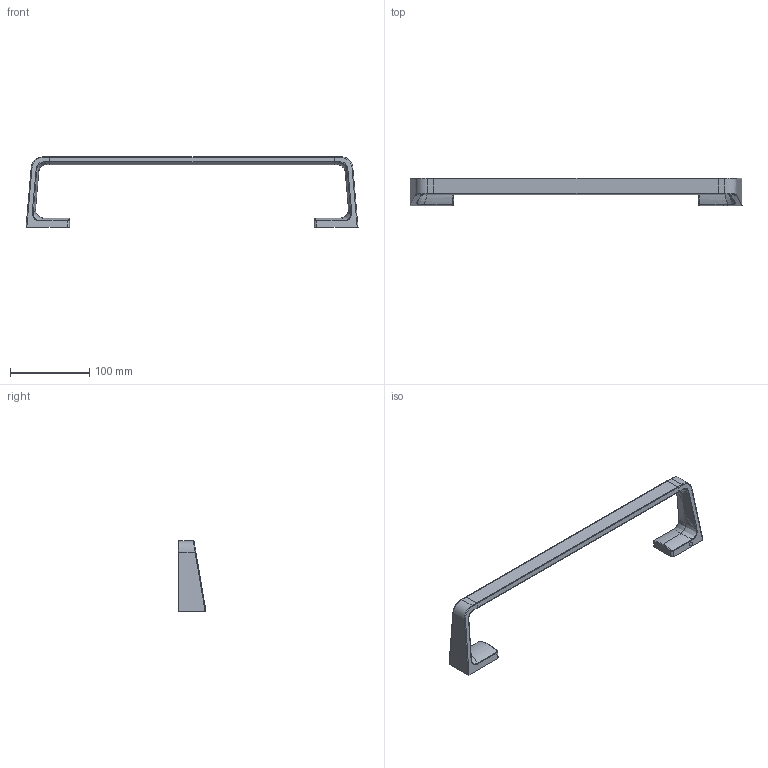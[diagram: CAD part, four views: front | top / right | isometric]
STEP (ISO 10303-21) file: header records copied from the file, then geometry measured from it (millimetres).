
FILE_DESCRIPTION (( 'STEP AP214' ), '1' );
FILE_NAME ('83215976ff_PM.STEP', '2024-02-26T07:31:47', ( '' ), ( '' ), 'SwSTEP 2.0', 'SolidWorks 2023', '' );
FILE_SCHEMA (( 'AUTOMOTIVE_DESIGN' ));
Length unit declared in the file: millimetre
Products named in the file (4): Planungsmodell_Halter-+-081797066_K1; Planungsmodell_Rohr-+-082822790_K3_420; 83215976ff_PM; Planungsmodell_Halter-+-081797072_K1
Assembly tree (3 placements, depth 2):
  83215976ff_PM
    Planungsmodell_Halter-+-081797072_K1
    Planungsmodell_Rohr-+-082822790_K3_420
    Planungsmodell_Halter-+-081797066_K1
Bounding box: 420.2 x 35.17 x 89 mm (x, y, z)
Volume: 135672.5 mm3; surface area: 53483.3 mm2
Topology: 3 solids, 5 shells, 619 faces, 1573 edges, 897 vertices
Faces by surface type: bspline 238, cylinder 237, plane 131, cone 9, torus 4
Entity records: 30008 total; most frequent: CARTESIAN_POINT 18362, ORIENTED_EDGE 3002, DIRECTION 1548, EDGE_CURVE 1501, VERTEX_POINT 897, B_SPLINE_CURVE_WITH_KNOTS 700, EDGE_LOOP 626, FACE_OUTER_BOUND 619
